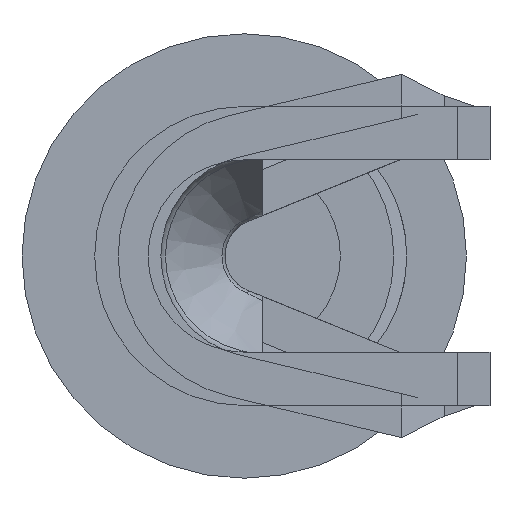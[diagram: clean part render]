
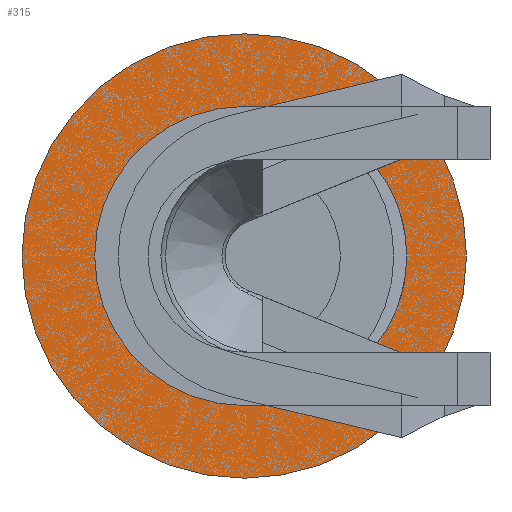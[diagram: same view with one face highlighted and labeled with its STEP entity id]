
A CAD part, front view. The second image highlights one B-rep face of the part: STEP entity #315.
In plain terms, the highlighted planar face has unit normal (0, -1, 0).
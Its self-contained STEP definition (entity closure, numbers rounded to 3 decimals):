
#208=FACE_BOUND('',#617,.T.);
#209=FACE_BOUND('',#618,.T.);
#226=CIRCLE('',#2141,0.675);
#227=CIRCLE('',#2143,1.04);
#228=CIRCLE('',#2144,1.04);
#229=CIRCLE('',#2145,0.675);
#315=ADVANCED_FACE('',(#208,#209),#425,.F.);
#425=PLANE('',#2146);
#617=EDGE_LOOP('',(#845,#846));
#618=EDGE_LOOP('',(#847,#848));
#845=ORIENTED_EDGE('',*,*,#1550,.F.);
#846=ORIENTED_EDGE('',*,*,#1551,.F.);
#847=ORIENTED_EDGE('',*,*,#1552,.F.);
#848=ORIENTED_EDGE('',*,*,#1549,.F.);
#1330=VERTEX_POINT('',#2971);
#1337=VERTEX_POINT('',#2985);
#1338=VERTEX_POINT('',#2989);
#1339=VERTEX_POINT('',#2990);
#1549=EDGE_CURVE('',#1337,#1330,#226,.T.);
#1550=EDGE_CURVE('',#1338,#1339,#227,.T.);
#1551=EDGE_CURVE('',#1339,#1338,#228,.T.);
#1552=EDGE_CURVE('',#1330,#1337,#229,.T.);
#2141=AXIS2_PLACEMENT_3D('',#2986,#2440,#2441);
#2143=AXIS2_PLACEMENT_3D('',#2988,#2444,#2445);
#2144=AXIS2_PLACEMENT_3D('',#2991,#2446,#2447);
#2145=AXIS2_PLACEMENT_3D('',#2992,#2448,#2449);
#2146=AXIS2_PLACEMENT_3D('',#2993,#2450,#2451);
#2440=DIRECTION('',(0.,-1.,0.));
#2441=DIRECTION('',(0.,0.,-1.));
#2444=DIRECTION('',(0.,1.,0.));
#2445=DIRECTION('',(1.,0.,0.));
#2446=DIRECTION('',(0.,1.,0.));
#2447=DIRECTION('',(-1.,0.,0.));
#2448=DIRECTION('',(0.,-1.,0.));
#2449=DIRECTION('',(0.,0.,1.));
#2450=DIRECTION('',(0.,1.,0.));
#2451=DIRECTION('',(1.,0.,0.));
#2971=CARTESIAN_POINT('',(0.,0.08,0.675));
#2985=CARTESIAN_POINT('',(0.,0.08,-0.675));
#2986=CARTESIAN_POINT('',(0.,0.08,0.));
#2988=CARTESIAN_POINT('',(-0.085,0.08,0.));
#2989=CARTESIAN_POINT('',(0.955,0.08,0.));
#2990=CARTESIAN_POINT('',(-1.125,0.08,0.));
#2991=CARTESIAN_POINT('',(-0.085,0.08,0.));
#2992=CARTESIAN_POINT('',(0.,0.08,0.));
#2993=CARTESIAN_POINT('',(0.,0.08,0.));
